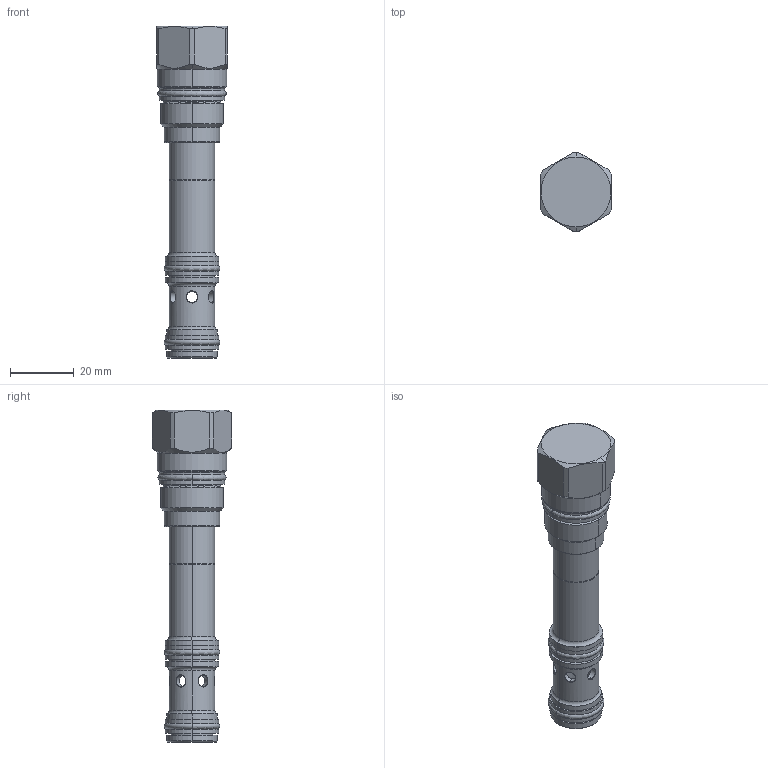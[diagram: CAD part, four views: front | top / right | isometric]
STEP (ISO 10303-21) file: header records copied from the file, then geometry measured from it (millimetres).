
FILE_DESCRIPTION((''),'2;1');
FILE_NAME('XROS-XXN_PRT','2018-02-14T',('Administrator'),(''),'PRO/ENGINEER BY PARAMETRIC TECHNOLOGY CORPORATION, 2006240','PRO/ENGINEER BY PARAMETRIC TECHNOLOGY CORPORATION, 2006240','');
FILE_SCHEMA(('CONFIG_CONTROL_DESIGN'));
Length unit declared in the file: inch
Products named in the file (1): XROS-XXN_PRT
Bounding box: 22.23 x 24.84 x 103.96 mm (x, y, z)
Volume: 18594.3 mm3; surface area: 10583.2 mm2
Topology: 5 solids, 5 shells, 169 faces, 366 edges, 218 vertices
Faces by surface type: cylinder 66, torus 36, cone 28, plane 27, revolution 12
Entity records: 5990 total; most frequent: CARTESIAN_POINT 2189, DIRECTION 838, ORIENTED_EDGE 732, EDGE_CURVE 366, AXIS2_PLACEMENT_3D 363, VERTEX_POINT 218, CIRCLE 206, EDGE_LOOP 200
